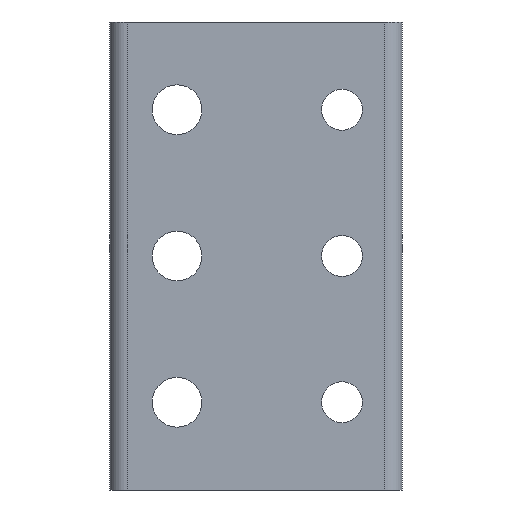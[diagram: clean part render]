
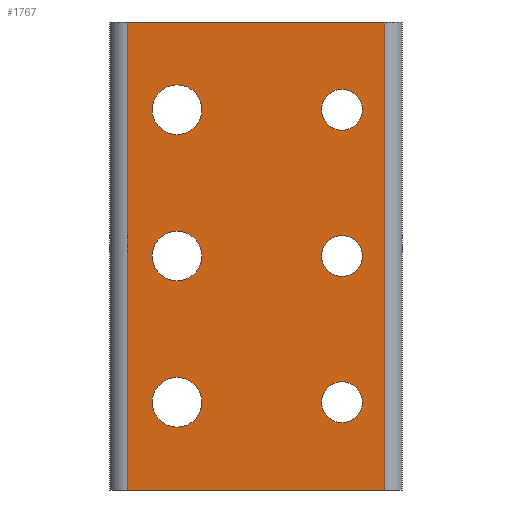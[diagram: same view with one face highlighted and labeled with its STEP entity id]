
A CAD part, front view. The second image highlights one B-rep face of the part: STEP entity #1767.
In plain terms, the highlighted planar face has unit normal (0, -1, 0).
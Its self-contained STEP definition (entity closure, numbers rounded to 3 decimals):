
#9 = DIRECTION ( 'NONE',  ( 0., 0., -1. ) ) ;
#12 = CARTESIAN_POINT ( 'NONE',  ( -16.206, -0.902, 80. ) ) ;
#17 = AXIS2_PLACEMENT_3D ( 'NONE', #1462, #847, #61 ) ;
#29 = CIRCLE ( 'NONE', #1458, 3.5 ) ;
#49 = FACE_BOUND ( 'NONE', #2210, .T. ) ;
#56 = ORIENTED_EDGE ( 'NONE', *, *, #1156, .T. ) ;
#61 = DIRECTION ( 'NONE',  ( 0., 0., -1. ) ) ;
#85 = VERTEX_POINT ( 'NONE', #1508 ) ;
#97 = CARTESIAN_POINT ( 'NONE',  ( -7.706, -0.902, 15. ) ) ;
#141 = CARTESIAN_POINT ( 'NONE',  ( 27.794, -0.902, 0. ) ) ;
#194 = VERTEX_POINT ( 'NONE', #2512 ) ;
#212 = DIRECTION ( 'NONE',  ( 0., 0., -1. ) ) ;
#228 = EDGE_CURVE ( 'NONE', #85, #867, #1909, .T. ) ;
#244 = FACE_BOUND ( 'NONE', #559, .T. ) ;
#245 = CARTESIAN_POINT ( 'NONE',  ( -7.706, -0.902, 19.25 ) ) ;
#247 = CARTESIAN_POINT ( 'NONE',  ( 27.794, -0.902, 80. ) ) ;
#268 = EDGE_CURVE ( 'NONE', #731, #2364, #1041, .T. ) ;
#271 = VECTOR ( 'NONE', #838, 1000. ) ;
#287 = CIRCLE ( 'NONE', #540, 4.25 ) ;
#299 = CARTESIAN_POINT ( 'NONE',  ( -7.706, -0.902, 65. ) ) ;
#321 = CIRCLE ( 'NONE', #431, 4.25 ) ;
#365 = CIRCLE ( 'NONE', #1797, 3.5 ) ;
#370 = DIRECTION ( 'NONE',  ( 0., 0., -1. ) ) ;
#377 = VERTEX_POINT ( 'NONE', #2066 ) ;
#400 = ORIENTED_EDGE ( 'NONE', *, *, #1238, .F. ) ;
#410 = CARTESIAN_POINT ( 'NONE',  ( 20.494, -0.902, 18.5 ) ) ;
#412 = LINE ( 'NONE', #12, #424 ) ;
#424 = VECTOR ( 'NONE', #2160, 1000. ) ;
#431 = AXIS2_PLACEMENT_3D ( 'NONE', #97, #1652, #1471 ) ;
#443 = LINE ( 'NONE', #2421, #1696 ) ;
#447 = FACE_OUTER_BOUND ( 'NONE', #2420, .T. ) ;
#455 = ORIENTED_EDGE ( 'NONE', *, *, #2418, .F. ) ;
#456 = DIRECTION ( 'NONE',  ( 0., -1., 0. ) ) ;
#487 = DIRECTION ( 'NONE',  ( 0., 0., -1. ) ) ;
#504 = DIRECTION ( 'NONE',  ( 0., 0., -1. ) ) ;
#508 = ORIENTED_EDGE ( 'NONE', *, *, #1327, .F. ) ;
#522 = EDGE_LOOP ( 'NONE', ( #988, #508 ) ) ;
#540 = AXIS2_PLACEMENT_3D ( 'NONE', #299, #456, #1653 ) ;
#559 = EDGE_LOOP ( 'NONE', ( #2176, #1306 ) ) ;
#577 = VERTEX_POINT ( 'NONE', #410 ) ;
#631 = VECTOR ( 'NONE', #965, 1000. ) ;
#651 = EDGE_CURVE ( 'NONE', #665, #2147, #1130, .T. ) ;
#663 = CARTESIAN_POINT ( 'NONE',  ( 20.494, -0.902, 61.5 ) ) ;
#665 = VERTEX_POINT ( 'NONE', #1331 ) ;
#725 = CARTESIAN_POINT ( 'NONE',  ( 20.494, -0.902, 65. ) ) ;
#731 = VERTEX_POINT ( 'NONE', #1107 ) ;
#735 = VERTEX_POINT ( 'NONE', #1302 ) ;
#749 = DIRECTION ( 'NONE',  ( 0., 1., 0. ) ) ;
#792 = ORIENTED_EDGE ( 'NONE', *, *, #2181, .F. ) ;
#809 = ORIENTED_EDGE ( 'NONE', *, *, #268, .F. ) ;
#822 = FACE_BOUND ( 'NONE', #1530, .T. ) ;
#838 = DIRECTION ( 'NONE',  ( 1., 0., 0. ) ) ;
#844 = FACE_BOUND ( 'NONE', #1059, .T. ) ;
#847 = DIRECTION ( 'NONE',  ( 0., -1., 0. ) ) ;
#867 = VERTEX_POINT ( 'NONE', #245 ) ;
#911 = EDGE_LOOP ( 'NONE', ( #2017, #1213 ) ) ;
#920 = AXIS2_PLACEMENT_3D ( 'NONE', #1068, #1309, #504 ) ;
#965 = DIRECTION ( 'NONE',  ( 1., 0., 0. ) ) ;
#988 = ORIENTED_EDGE ( 'NONE', *, *, #1615, .F. ) ;
#992 = DIRECTION ( 'NONE',  ( 0., 0., -1. ) ) ;
#1041 = LINE ( 'NONE', #1815, #271 ) ;
#1059 = EDGE_LOOP ( 'NONE', ( #1798, #1444 ) ) ;
#1062 = CARTESIAN_POINT ( 'NONE',  ( 20.494, -0.902, 15. ) ) ;
#1065 = VERTEX_POINT ( 'NONE', #2294 ) ;
#1068 = CARTESIAN_POINT ( 'NONE',  ( -7.706, -0.902, 40. ) ) ;
#1086 = AXIS2_PLACEMENT_3D ( 'NONE', #2317, #2131, #370 ) ;
#1103 = CIRCLE ( 'NONE', #2168, 3.5 ) ;
#1107 = CARTESIAN_POINT ( 'NONE',  ( -16.206, -0.902, 80. ) ) ;
#1126 = EDGE_CURVE ( 'NONE', #1997, #735, #1991, .T. ) ;
#1130 = LINE ( 'NONE', #2321, #631 ) ;
#1131 = CARTESIAN_POINT ( 'NONE',  ( 20.494, -0.902, 40. ) ) ;
#1148 = DIRECTION ( 'NONE',  ( 0., -1., 0. ) ) ;
#1156 = EDGE_CURVE ( 'NONE', #731, #665, #412, .T. ) ;
#1175 = CIRCLE ( 'NONE', #920, 4.25 ) ;
#1180 = DIRECTION ( 'NONE',  ( 0., -1., 0. ) ) ;
#1189 = DIRECTION ( 'NONE',  ( 0., -1., 0. ) ) ;
#1213 = ORIENTED_EDGE ( 'NONE', *, *, #1577, .F. ) ;
#1217 = FACE_BOUND ( 'NONE', #911, .T. ) ;
#1238 = EDGE_CURVE ( 'NONE', #2364, #2147, #443, .T. ) ;
#1302 = CARTESIAN_POINT ( 'NONE',  ( -7.706, -0.902, 60.75 ) ) ;
#1306 = ORIENTED_EDGE ( 'NONE', *, *, #1319, .F. ) ;
#1309 = DIRECTION ( 'NONE',  ( 0., -1., 0. ) ) ;
#1319 = EDGE_CURVE ( 'NONE', #1426, #1065, #29, .T. ) ;
#1327 = EDGE_CURVE ( 'NONE', #577, #377, #1961, .T. ) ;
#1331 = CARTESIAN_POINT ( 'NONE',  ( -16.206, -0.902, 0. ) ) ;
#1366 = CARTESIAN_POINT ( 'NONE',  ( -7.706, -0.902, 44.25 ) ) ;
#1379 = EDGE_CURVE ( 'NONE', #1065, #1426, #365, .T. ) ;
#1420 = CARTESIAN_POINT ( 'NONE',  ( -16.206, -0.902, 80. ) ) ;
#1426 = VERTEX_POINT ( 'NONE', #1803 ) ;
#1444 = ORIENTED_EDGE ( 'NONE', *, *, #1853, .F. ) ;
#1458 = AXIS2_PLACEMENT_3D ( 'NONE', #1959, #1148, #1729 ) ;
#1462 = CARTESIAN_POINT ( 'NONE',  ( -7.706, -0.902, 40. ) ) ;
#1468 = AXIS2_PLACEMENT_3D ( 'NONE', #1062, #2248, #487 ) ;
#1471 = DIRECTION ( 'NONE',  ( 0., 0., -1. ) ) ;
#1508 = CARTESIAN_POINT ( 'NONE',  ( -7.706, -0.902, 10.75 ) ) ;
#1530 = EDGE_LOOP ( 'NONE', ( #2351, #2067 ) ) ;
#1547 = AXIS2_PLACEMENT_3D ( 'NONE', #1743, #2148, #2158 ) ;
#1548 = CARTESIAN_POINT ( 'NONE',  ( 20.494, -0.902, 65. ) ) ;
#1554 = AXIS2_PLACEMENT_3D ( 'NONE', #1548, #2332, #1747 ) ;
#1577 = EDGE_CURVE ( 'NONE', #867, #85, #321, .T. ) ;
#1596 = VERTEX_POINT ( 'NONE', #1666 ) ;
#1609 = PLANE ( 'NONE',  #2449 ) ;
#1615 = EDGE_CURVE ( 'NONE', #377, #577, #1663, .T. ) ;
#1652 = DIRECTION ( 'NONE',  ( 0., -1., 0. ) ) ;
#1653 = DIRECTION ( 'NONE',  ( 0., 0., -1. ) ) ;
#1663 = CIRCLE ( 'NONE', #1468, 3.5 ) ;
#1666 = CARTESIAN_POINT ( 'NONE',  ( -7.706, -0.902, 35.75 ) ) ;
#1696 = VECTOR ( 'NONE', #2231, 1000. ) ;
#1729 = DIRECTION ( 'NONE',  ( 0., 0., -1. ) ) ;
#1743 = CARTESIAN_POINT ( 'NONE',  ( -7.706, -0.902, 15. ) ) ;
#1747 = DIRECTION ( 'NONE',  ( 0., 0., -1. ) ) ;
#1754 = CIRCLE ( 'NONE', #1554, 3.5 ) ;
#1767 = ADVANCED_FACE ( 'NONE', ( #49, #844, #1217, #2000, #244, #822, #447 ), #1609, .F. ) ;
#1797 = AXIS2_PLACEMENT_3D ( 'NONE', #1131, #2349, #9 ) ;
#1798 = ORIENTED_EDGE ( 'NONE', *, *, #1919, .F. ) ;
#1799 = CARTESIAN_POINT ( 'NONE',  ( -7.706, -0.902, 69.25 ) ) ;
#1803 = CARTESIAN_POINT ( 'NONE',  ( 20.494, -0.902, 43.5 ) ) ;
#1807 = CIRCLE ( 'NONE', #17, 4.25 ) ;
#1815 = CARTESIAN_POINT ( 'NONE',  ( -16.206, -0.902, 80. ) ) ;
#1843 = VERTEX_POINT ( 'NONE', #1366 ) ;
#1853 = EDGE_CURVE ( 'NONE', #194, #2184, #1103, .T. ) ;
#1909 = CIRCLE ( 'NONE', #1547, 4.25 ) ;
#1919 = EDGE_CURVE ( 'NONE', #2184, #194, #1754, .T. ) ;
#1959 = CARTESIAN_POINT ( 'NONE',  ( 20.494, -0.902, 40. ) ) ;
#1961 = CIRCLE ( 'NONE', #2035, 3.5 ) ;
#1991 = CIRCLE ( 'NONE', #1086, 4.25 ) ;
#1997 = VERTEX_POINT ( 'NONE', #1799 ) ;
#2000 = FACE_BOUND ( 'NONE', #522, .T. ) ;
#2017 = ORIENTED_EDGE ( 'NONE', *, *, #228, .F. ) ;
#2035 = AXIS2_PLACEMENT_3D ( 'NONE', #2502, #1189, #992 ) ;
#2048 = DIRECTION ( 'NONE',  ( -1., 0., 0. ) ) ;
#2066 = CARTESIAN_POINT ( 'NONE',  ( 20.494, -0.902, 11.5 ) ) ;
#2067 = ORIENTED_EDGE ( 'NONE', *, *, #1126, .F. ) ;
#2131 = DIRECTION ( 'NONE',  ( 0., -1., 0. ) ) ;
#2133 = ORIENTED_EDGE ( 'NONE', *, *, #651, .T. ) ;
#2147 = VERTEX_POINT ( 'NONE', #141 ) ;
#2148 = DIRECTION ( 'NONE',  ( 0., -1., 0. ) ) ;
#2158 = DIRECTION ( 'NONE',  ( 0., 0., -1. ) ) ;
#2160 = DIRECTION ( 'NONE',  ( 0., 0., -1. ) ) ;
#2168 = AXIS2_PLACEMENT_3D ( 'NONE', #725, #1180, #212 ) ;
#2176 = ORIENTED_EDGE ( 'NONE', *, *, #1379, .F. ) ;
#2181 = EDGE_CURVE ( 'NONE', #1596, #1843, #1175, .T. ) ;
#2184 = VERTEX_POINT ( 'NONE', #663 ) ;
#2210 = EDGE_LOOP ( 'NONE', ( #792, #455 ) ) ;
#2227 = EDGE_CURVE ( 'NONE', #735, #1997, #287, .T. ) ;
#2231 = DIRECTION ( 'NONE',  ( 0., 0., -1. ) ) ;
#2248 = DIRECTION ( 'NONE',  ( 0., -1., 0. ) ) ;
#2294 = CARTESIAN_POINT ( 'NONE',  ( 20.494, -0.902, 36.5 ) ) ;
#2317 = CARTESIAN_POINT ( 'NONE',  ( -7.706, -0.902, 65. ) ) ;
#2321 = CARTESIAN_POINT ( 'NONE',  ( -16.206, -0.902, 0. ) ) ;
#2332 = DIRECTION ( 'NONE',  ( 0., -1., 0. ) ) ;
#2349 = DIRECTION ( 'NONE',  ( 0., -1., 0. ) ) ;
#2351 = ORIENTED_EDGE ( 'NONE', *, *, #2227, .F. ) ;
#2364 = VERTEX_POINT ( 'NONE', #247 ) ;
#2418 = EDGE_CURVE ( 'NONE', #1843, #1596, #1807, .T. ) ;
#2420 = EDGE_LOOP ( 'NONE', ( #2133, #400, #809, #56 ) ) ;
#2421 = CARTESIAN_POINT ( 'NONE',  ( 27.794, -0.902, 80. ) ) ;
#2449 = AXIS2_PLACEMENT_3D ( 'NONE', #1420, #749, #2048 ) ;
#2502 = CARTESIAN_POINT ( 'NONE',  ( 20.494, -0.902, 15. ) ) ;
#2512 = CARTESIAN_POINT ( 'NONE',  ( 20.494, -0.902, 68.5 ) ) ;
